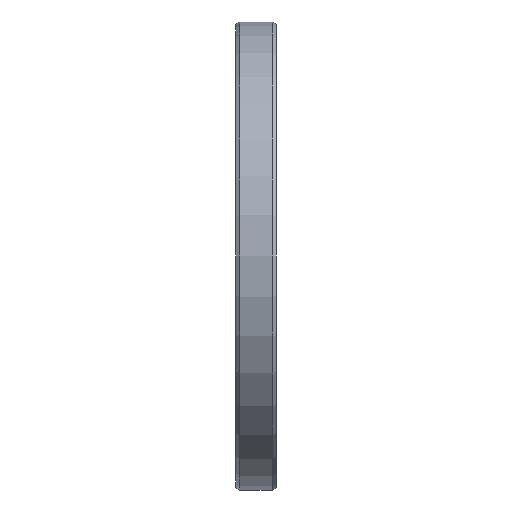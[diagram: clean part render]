
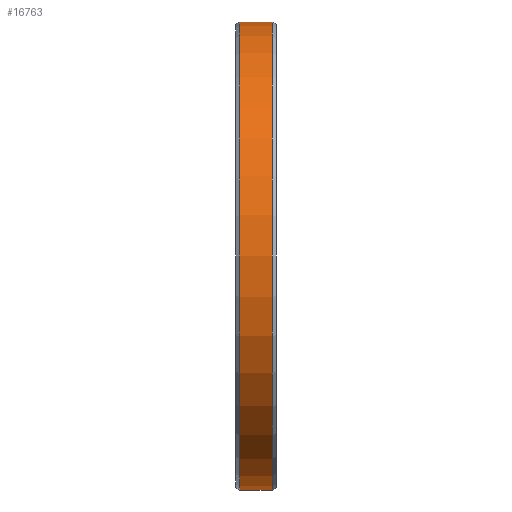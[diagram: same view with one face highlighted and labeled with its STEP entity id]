
A CAD part, left-side view. The second image highlights one B-rep face of the part: STEP entity #16763.
In plain terms, the highlighted cylindrical face has radius 115 mm (diameter 230 mm), a partial arc.
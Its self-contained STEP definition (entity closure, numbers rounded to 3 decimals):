
#4273=DIRECTION('',(0.,1.,0.));
#4274=VECTOR('',#4273,16.);
#4275=CARTESIAN_POINT('',(0.,-8.,-115.));
#4276=LINE('',#4275,#4274);
#4280=DIRECTION('',(0.,1.,0.));
#4281=VECTOR('',#4280,16.);
#4282=CARTESIAN_POINT('',(0.,-8.,115.));
#4283=LINE('',#4282,#4281);
#4287=CARTESIAN_POINT('',(0.,-8.,0.));
#4288=DIRECTION('',(0.,1.,0.));
#4289=DIRECTION('',(0.,0.,-1.));
#4290=AXIS2_PLACEMENT_3D('',#4287,#4288,#4289);
#4325=CARTESIAN_POINT('',(0.,8.,0.));
#4326=DIRECTION('',(0.,1.,0.));
#4327=DIRECTION('',(0.,0.,-1.));
#4328=AXIS2_PLACEMENT_3D('',#4325,#4326,#4327);
#12849=CARTESIAN_POINT('',(0.,-8.,-115.));
#12851=VERTEX_POINT('',#12849);
#12852=CARTESIAN_POINT('',(0.,8.,-115.));
#12853=VERTEX_POINT('',#12852);
#12857=CARTESIAN_POINT('',(0.,-8.,115.));
#12859=VERTEX_POINT('',#12857);
#12860=CARTESIAN_POINT('',(0.,8.,115.));
#12861=VERTEX_POINT('',#12860);
#16749=CARTESIAN_POINT('',(0.,108.64,0.));
#16750=DIRECTION('',(0.,-1.,0.));
#16751=DIRECTION('',(0.,0.,1.));
#16752=AXIS2_PLACEMENT_3D('',#16749,#16750,#16751);
#16753=CYLINDRICAL_SURFACE('',#16752,115.);
#16755=ORIENTED_EDGE('',*,*,#16754,.T.);
#16757=ORIENTED_EDGE('',*,*,#16756,.T.);
#16759=ORIENTED_EDGE('',*,*,#16758,.F.);
#16760=ORIENTED_EDGE('',*,*,#16730,.F.);
#16761=EDGE_LOOP('',(#16755,#16757,#16759,#16760));
#16762=FACE_OUTER_BOUND('',#16761,.F.);
#4291=CIRCLE('',#4290,115.);
#4329=CIRCLE('',#4328,115.);
#16730=EDGE_CURVE('',#12851,#12859,#4291,.T.);
#16754=EDGE_CURVE('',#12851,#12853,#4276,.T.);
#16756=EDGE_CURVE('',#12853,#12861,#4329,.T.);
#16758=EDGE_CURVE('',#12859,#12861,#4283,.T.);
#16763=ADVANCED_FACE('',(#16762),#16753,.T.);
